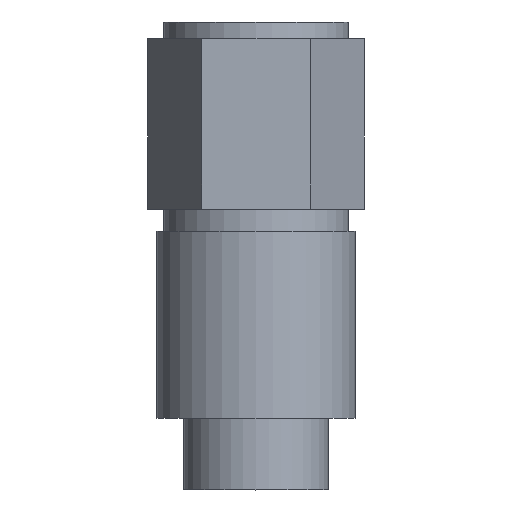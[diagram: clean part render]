
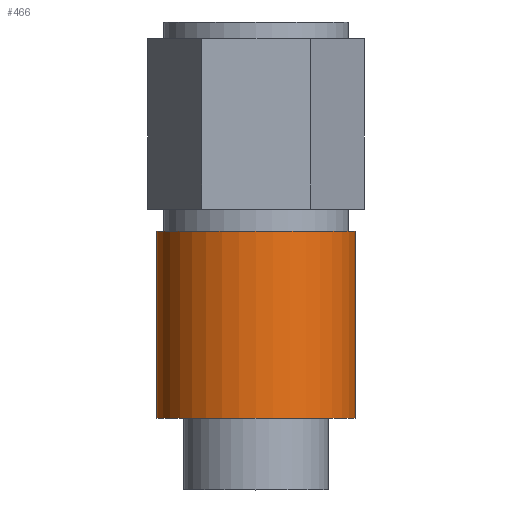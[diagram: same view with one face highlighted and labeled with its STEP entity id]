
A CAD part, top view. The second image highlights one B-rep face of the part: STEP entity #466.
In plain terms, the highlighted cylindrical face has radius 9 mm (diameter 18 mm), a full revolution.
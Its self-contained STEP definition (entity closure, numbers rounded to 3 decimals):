
#19=B_SPLINE_CURVE_WITH_KNOTS('',3,(#836,#837,#838,#839,#840,#841,#842,
#843,#844,#845,#846,#847,#848,#849,#850,#851,#852,#853,#854),
 .UNSPECIFIED.,.T.,.F.,(1,1,1,1,1,1,1,1,1,1,1,1,1,1,1,1,1,1,1,1,1,1,1),
(-0.006,-0.004,-0.002,0.,0.002,
0.004,0.006,0.008,0.01,
0.012,0.014,0.016,0.018,
0.02,0.022,0.024,0.026,
0.028,0.03,0.032,0.034,
0.036,0.038),.UNSPECIFIED.);
#168=ORIENTED_EDGE('',*,*,#219,.T.);
#169=ORIENTED_EDGE('',*,*,#221,.T.);
#170=ORIENTED_EDGE('',*,*,#225,.F.);
#219=EDGE_CURVE('',#260,#260,#288,.T.);
#221=EDGE_CURVE('',#262,#262,#290,.T.);
#225=EDGE_CURVE('',#266,#266,#19,.T.);
#260=VERTEX_POINT('',#801);
#262=VERTEX_POINT('',#806);
#266=VERTEX_POINT('',#855);
#288=CIRCLE('',#541,9.);
#290=CIRCLE('',#544,9.);
#345=EDGE_LOOP('',(#168));
#346=EDGE_LOOP('',(#169));
#347=EDGE_LOOP('',(#170));
#410=FACE_BOUND('',#345,.T.);
#411=FACE_BOUND('',#346,.T.);
#412=FACE_BOUND('',#347,.T.);
#433=CYLINDRICAL_SURFACE('',#551,9.);
#466=ADVANCED_FACE('',(#410,#411,#412),#433,.T.);
#541=AXIS2_PLACEMENT_3D('',#800,#666,#667);
#544=AXIS2_PLACEMENT_3D('',#805,#672,#673);
#551=AXIS2_PLACEMENT_3D('',#835,#686,#687);
#666=DIRECTION('',(0.,0.,-1.));
#667=DIRECTION('',(-1.,0.,0.));
#672=DIRECTION('',(0.,0.,1.));
#673=DIRECTION('',(-1.,0.,0.));
#686=DIRECTION('',(0.,0.,1.));
#687=DIRECTION('',(-1.,0.,0.));
#800=CARTESIAN_POINT('',(0.,0.,8.5));
#801=CARTESIAN_POINT('',(-9.,0.,8.5));
#805=CARTESIAN_POINT('',(0.,0.,-8.5));
#806=CARTESIAN_POINT('',(-9.,0.,-8.5));
#835=CARTESIAN_POINT('',(0.,0.,0.));
#836=CARTESIAN_POINT('',(-4.72,7.679,-2.009));
#837=CARTESIAN_POINT('',(-5.139,7.386,0.002));
#838=CARTESIAN_POINT('',(-4.723,7.678,1.999));
#839=CARTESIAN_POINT('',(-3.629,8.281,3.614));
#840=CARTESIAN_POINT('',(-2.011,8.84,4.719));
#841=CARTESIAN_POINT('',(-0.016,9.079,5.138));
#842=CARTESIAN_POINT('',(1.997,8.844,4.728));
#843=CARTESIAN_POINT('',(3.623,8.284,3.62));
#844=CARTESIAN_POINT('',(4.717,7.681,2.014));
#845=CARTESIAN_POINT('',(5.139,7.386,0.008));
#846=CARTESIAN_POINT('',(4.726,7.676,-1.994));
#847=CARTESIAN_POINT('',(3.632,8.28,-3.612));
#848=CARTESIAN_POINT('',(2.013,8.84,-4.719));
#849=CARTESIAN_POINT('',(0.016,9.079,-5.138));
#850=CARTESIAN_POINT('',(-1.999,8.844,-4.727));
#851=CARTESIAN_POINT('',(-3.626,8.283,-3.617));
#852=CARTESIAN_POINT('',(-4.72,7.679,-2.009));
#853=CARTESIAN_POINT('',(-5.139,7.386,0.002));
#854=CARTESIAN_POINT('',(-4.723,7.678,1.999));
#855=CARTESIAN_POINT('',(-5.,7.483,0.));
